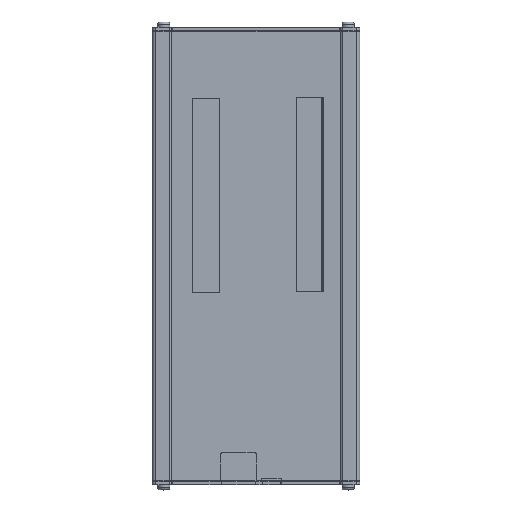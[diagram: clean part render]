
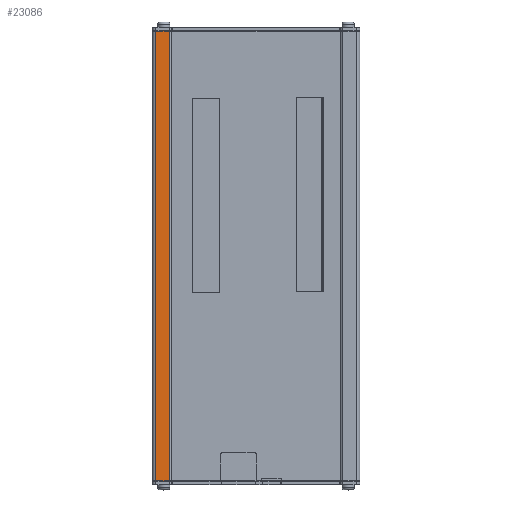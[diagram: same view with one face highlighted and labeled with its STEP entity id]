
A CAD part, top view. The second image highlights one B-rep face of the part: STEP entity #23086.
In plain terms, the highlighted planar face has unit normal (0, 0, 1).
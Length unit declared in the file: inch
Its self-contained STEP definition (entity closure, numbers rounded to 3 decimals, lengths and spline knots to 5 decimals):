
#18431 = EDGE_CURVE('',#18432,#18434,#18436,.T.);
#18432 = VERTEX_POINT('',#18433);
#18433 = CARTESIAN_POINT('',(0.07,0.,1.722));
#18434 = VERTEX_POINT('',#18435);
#18435 = CARTESIAN_POINT('',(0.326,0.,1.722));
#18436 = SURFACE_CURVE('',#18437,(#18441,#18453),.PCURVE_S1.);
#18437 = LINE('',#18438,#18439);
#18438 = CARTESIAN_POINT('',(0.07,0.,1.722));
#18439 = VECTOR('',#18440,1.);
#18440 = DIRECTION('',(1.,0.,0.));
#18441 = PCURVE('',#18442,#18447);
#18442 = PLANE('',#18443);
#18443 = AXIS2_PLACEMENT_3D('',#18444,#18445,#18446);
#18444 = CARTESIAN_POINT('',(0.23529,0.,
    0.86221));
#18445 = DIRECTION('',(0.,-1.,0.));
#18446 = DIRECTION('',(0.,0.,1.));
#18447 = DEFINITIONAL_REPRESENTATION('',(#18448),#18452);
#18448 = LINE('',#18449,#18450);
#18449 = CARTESIAN_POINT('',(0.86,0.165));
#18450 = VECTOR('',#18451,1.);
#18451 = DIRECTION('',(0.,-1.));
#18452 = ( GEOMETRIC_REPRESENTATION_CONTEXT(2) 
PARAMETRIC_REPRESENTATION_CONTEXT() REPRESENTATION_CONTEXT('2D SPACE',''
  ) );
#18453 = PCURVE('',#18454,#18459);
#18454 = PLANE('',#18455);
#18455 = AXIS2_PLACEMENT_3D('',#18456,#18457,#18458);
#18456 = CARTESIAN_POINT('',(0.07,0.,1.722));
#18457 = DIRECTION('',(0.,0.,-1.));
#18458 = DIRECTION('',(-1.,0.,0.));
#18459 = DEFINITIONAL_REPRESENTATION('',(#18460),#18464);
#18460 = LINE('',#18461,#18462);
#18461 = CARTESIAN_POINT('',(-0.,0.));
#18462 = VECTOR('',#18463,1.);
#18463 = DIRECTION('',(-1.,0.));
#18464 = ( GEOMETRIC_REPRESENTATION_CONTEXT(2) 
PARAMETRIC_REPRESENTATION_CONTEXT() REPRESENTATION_CONTEXT('2D SPACE',''
  ) );
#18483 = CYLINDRICAL_SURFACE('',#18484,0.044);
#18484 = AXIS2_PLACEMENT_3D('',#18485,#18486,#18487);
#18485 = CARTESIAN_POINT('',(0.326,0.,1.678));
#18486 = DIRECTION('',(0.,1.,0.));
#18487 = DIRECTION('',(1.,0.,0.));
#22998 = CYLINDRICAL_SURFACE('',#22999,0.07);
#22999 = AXIS2_PLACEMENT_3D('',#23000,#23001,#23002);
#23000 = CARTESIAN_POINT('',(0.07,0.,1.652));
#23001 = DIRECTION('',(0.,1.,0.));
#23002 = DIRECTION('',(1.,0.,0.));
#23037 = VERTEX_POINT('',#23038);
#23038 = CARTESIAN_POINT('',(0.07,8.70079,1.722));
#23053 = PLANE('',#23054);
#23054 = AXIS2_PLACEMENT_3D('',#23055,#23056,#23057);
#23055 = CARTESIAN_POINT('',(0.23529,8.70079,
    0.86221));
#23056 = DIRECTION('',(0.,-1.,0.));
#23057 = DIRECTION('',(0.,0.,1.));
#23065 = EDGE_CURVE('',#18432,#23037,#23066,.T.);
#23066 = SURFACE_CURVE('',#23067,(#23071,#23078),.PCURVE_S1.);
#23067 = LINE('',#23068,#23069);
#23068 = CARTESIAN_POINT('',(0.07,0.,1.722));
#23069 = VECTOR('',#23070,1.);
#23070 = DIRECTION('',(0.,1.,0.));
#23071 = PCURVE('',#22998,#23072);
#23072 = DEFINITIONAL_REPRESENTATION('',(#23073),#23077);
#23073 = LINE('',#23074,#23075);
#23074 = CARTESIAN_POINT('',(-1.571,0.));
#23075 = VECTOR('',#23076,1.);
#23076 = DIRECTION('',(-0.,1.));
#23077 = ( GEOMETRIC_REPRESENTATION_CONTEXT(2) 
PARAMETRIC_REPRESENTATION_CONTEXT() REPRESENTATION_CONTEXT('2D SPACE',''
  ) );
#23078 = PCURVE('',#18454,#23079);
#23079 = DEFINITIONAL_REPRESENTATION('',(#23080),#23084);
#23080 = LINE('',#23081,#23082);
#23081 = CARTESIAN_POINT('',(0.,0.));
#23082 = VECTOR('',#23083,1.);
#23083 = DIRECTION('',(0.,1.));
#23084 = ( GEOMETRIC_REPRESENTATION_CONTEXT(2) 
PARAMETRIC_REPRESENTATION_CONTEXT() REPRESENTATION_CONTEXT('2D SPACE',''
  ) );
#23086 = ADVANCED_FACE('',(#23087),#18454,.F.);
#23087 = FACE_BOUND('',#23088,.T.);
#23088 = EDGE_LOOP('',(#23089,#23090,#23091,#23114));
#23089 = ORIENTED_EDGE('',*,*,#23065,.F.);
#23090 = ORIENTED_EDGE('',*,*,#18431,.T.);
#23091 = ORIENTED_EDGE('',*,*,#23092,.T.);
#23092 = EDGE_CURVE('',#18434,#23093,#23095,.T.);
#23093 = VERTEX_POINT('',#23094);
#23094 = CARTESIAN_POINT('',(0.326,8.70079,1.722));
#23095 = SURFACE_CURVE('',#23096,(#23100,#23107),.PCURVE_S1.);
#23096 = LINE('',#23097,#23098);
#23097 = CARTESIAN_POINT('',(0.326,0.,1.722));
#23098 = VECTOR('',#23099,1.);
#23099 = DIRECTION('',(0.,1.,0.));
#23100 = PCURVE('',#18454,#23101);
#23101 = DEFINITIONAL_REPRESENTATION('',(#23102),#23106);
#23102 = LINE('',#23103,#23104);
#23103 = CARTESIAN_POINT('',(-0.256,0.));
#23104 = VECTOR('',#23105,1.);
#23105 = DIRECTION('',(0.,1.));
#23106 = ( GEOMETRIC_REPRESENTATION_CONTEXT(2) 
PARAMETRIC_REPRESENTATION_CONTEXT() REPRESENTATION_CONTEXT('2D SPACE',''
  ) );
#23107 = PCURVE('',#18483,#23108);
#23108 = DEFINITIONAL_REPRESENTATION('',(#23109),#23113);
#23109 = LINE('',#23110,#23111);
#23110 = CARTESIAN_POINT('',(-1.571,0.));
#23111 = VECTOR('',#23112,1.);
#23112 = DIRECTION('',(-0.,1.));
#23113 = ( GEOMETRIC_REPRESENTATION_CONTEXT(2) 
PARAMETRIC_REPRESENTATION_CONTEXT() REPRESENTATION_CONTEXT('2D SPACE',''
  ) );
#23114 = ORIENTED_EDGE('',*,*,#23115,.F.);
#23115 = EDGE_CURVE('',#23037,#23093,#23116,.T.);
#23116 = SURFACE_CURVE('',#23117,(#23121,#23128),.PCURVE_S1.);
#23117 = LINE('',#23118,#23119);
#23118 = CARTESIAN_POINT('',(0.07,8.70079,1.722));
#23119 = VECTOR('',#23120,1.);
#23120 = DIRECTION('',(1.,0.,0.));
#23121 = PCURVE('',#18454,#23122);
#23122 = DEFINITIONAL_REPRESENTATION('',(#23123),#23127);
#23123 = LINE('',#23124,#23125);
#23124 = CARTESIAN_POINT('',(0.,8.701));
#23125 = VECTOR('',#23126,1.);
#23126 = DIRECTION('',(-1.,0.));
#23127 = ( GEOMETRIC_REPRESENTATION_CONTEXT(2) 
PARAMETRIC_REPRESENTATION_CONTEXT() REPRESENTATION_CONTEXT('2D SPACE',''
  ) );
#23128 = PCURVE('',#23053,#23129);
#23129 = DEFINITIONAL_REPRESENTATION('',(#23130),#23134);
#23130 = LINE('',#23131,#23132);
#23131 = CARTESIAN_POINT('',(0.86,0.165));
#23132 = VECTOR('',#23133,1.);
#23133 = DIRECTION('',(0.,-1.));
#23134 = ( GEOMETRIC_REPRESENTATION_CONTEXT(2) 
PARAMETRIC_REPRESENTATION_CONTEXT() REPRESENTATION_CONTEXT('2D SPACE',''
  ) );
